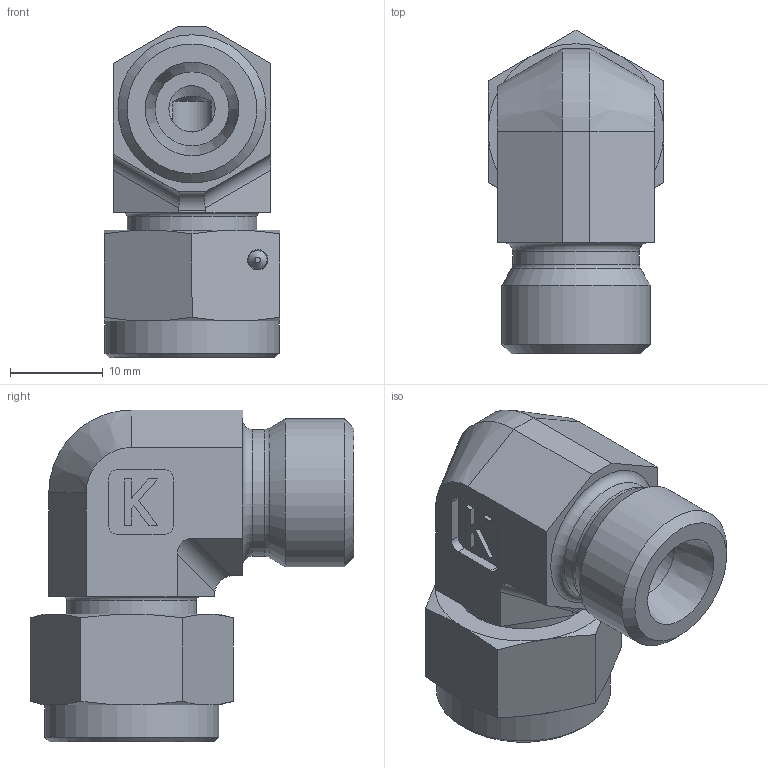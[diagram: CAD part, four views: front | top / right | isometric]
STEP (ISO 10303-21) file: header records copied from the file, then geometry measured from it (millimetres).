
FILE_DESCRIPTION((''),'2;1');
FILE_NAME('3566081608.stp','2014-09-11T09:12:03',(''),('KNOMI spol. s r. o.'),'Autodesk Inventor 2012','Autodesk Inventor 2012','');
FILE_SCHEMA(('AUTOMOTIVE_DESIGN { 1 2 10303 214 0 1 1 1 }'));
Length unit declared in the file: millimetre
Products named in the file (5): LSSO3 8S M16/M16 v.z "O" kr; 3576 08 16; 395 1016; 9902016; 60706015
Assembly tree (4 placements, depth 2):
  LSSO3 8S M16/M16 v.z "O" kr
    3576 08 16
    395 1016
    9902016
    60706015
Bounding box: 19 x 34.97 x 35.85 mm (x, y, z)
Volume: 10055.6 mm3; surface area: 5951.7 mm2
Topology: 4 solids, 4 shells, 113 faces, 257 edges, 162 vertices
Faces by surface type: plane 54, cone 26, cylinder 21, torus 11, bspline 1
Full cylindrical faces by diameter (mm): 2 x1, 2.2 x1, 4.5 x1, 5 x1, 8 x1, 13.7 x1, 14 x2, 14.376 x1, 14.4 x2, 16 x1, 18.8 x1
Entity records: 3342 total; most frequent: CARTESIAN_POINT 734, DIRECTION 504, ORIENTED_EDGE 428, EDGE_CURVE 214, AXIS2_PLACEMENT_3D 201, EDGE_LOOP 164, VERTEX_POINT 152, STYLED_ITEM 117
